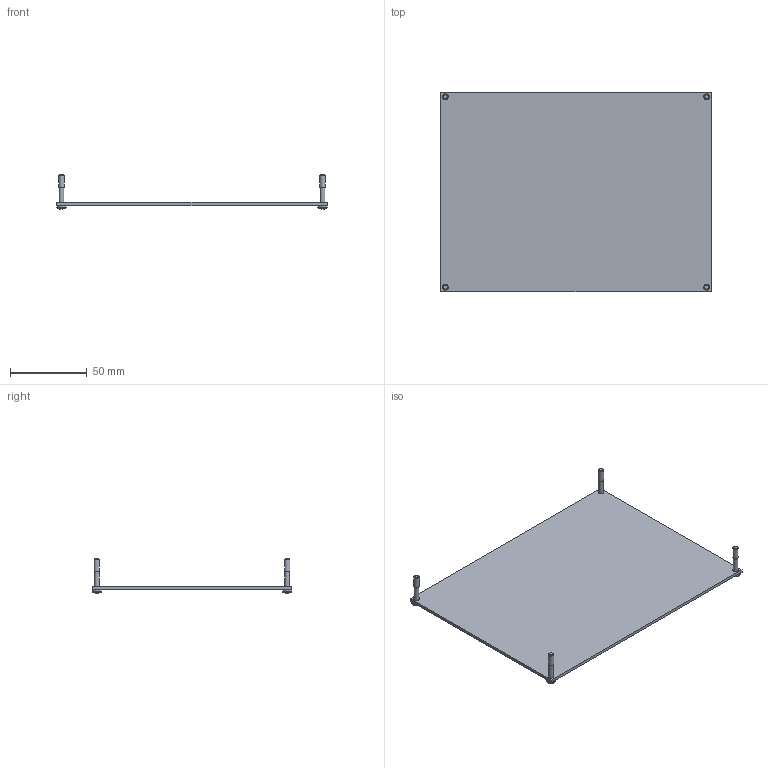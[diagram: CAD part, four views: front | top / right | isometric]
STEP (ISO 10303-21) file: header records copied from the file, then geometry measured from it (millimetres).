
FILE_DESCRIPTION((''),'2;1');
FILE_NAME('39104000_FP 2000 AA.stp','2010-07-01T09:30:25',('hransiek'),(''),'Autodesk Inventor 2011','Autodesk Inventor 2011','');
FILE_SCHEMA(('AUTOMOTIVE_DESIGN { 1 0 10303 214 1 1 1 1 }'));
Length unit declared in the file: millimetre
Products named in the file (3): 39104000_FP 2000 AA; PART1; SHR Z M3.5X20 Sonder CC DIN 7985 OG_3DSYM
Assembly tree (5 placements, depth 2):
  39104000_FP 2000 AA
    PART1
    SHR Z M3.5X20 Sonder CC DIN 7985 OG_3DSYM  x4
Bounding box: 176.6 x 130.4 x 22.34 mm (x, y, z)
Volume: 46768.9 mm3; surface area: 48416.1 mm2
Topology: 5 solids, 5 shells, 166 faces, 500 edges, 348 vertices
Faces by surface type: plane 66, cone 56, cylinder 16, bspline 16, torus 8, sphere 4
Full cylindrical faces by diameter (mm): 3.04 x4, 3.5 x4, 3.8 x4, 6 x4
Entity records: 1822 total; most frequent: CARTESIAN_POINT 511, ORIENTED_EDGE 258, DIRECTION 232, EDGE_CURVE 129, AXIS2_PLACEMENT_3D 102, VERTEX_POINT 97, EDGE_LOOP 70, FACE_OUTER_BOUND 49
